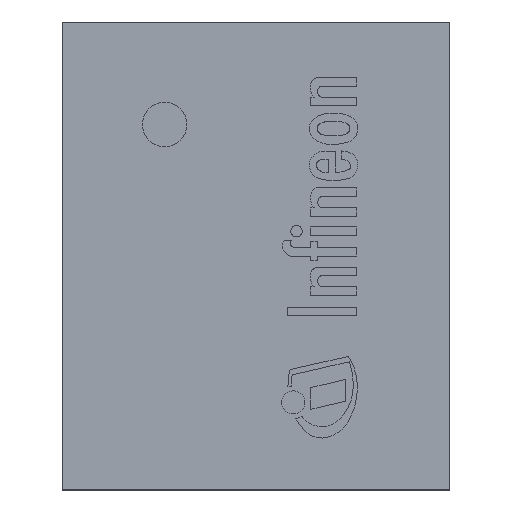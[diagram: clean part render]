
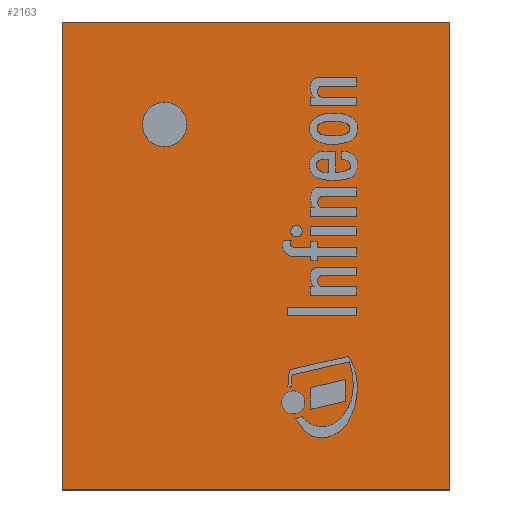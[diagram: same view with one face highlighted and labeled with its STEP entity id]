
A CAD part, top view. The second image highlights one B-rep face of the part: STEP entity #2163.
In plain terms, the highlighted planar face has unit normal (0, 0, 1).
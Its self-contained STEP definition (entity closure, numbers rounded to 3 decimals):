
#182=FACE_BOUND('',#416,.T.);
#188=CIRCLE('',#2325,0.05);
#270=FACE_OUTER_BOUND('',#415,.T.);
#415=EDGE_LOOP('',(#1469,#1470,#1471,#1472));
#416=EDGE_LOOP('',(#1473));
#573=LINE('',#2969,#733);
#576=LINE('',#2975,#736);
#579=LINE('',#2981,#739);
#582=LINE('',#2985,#742);
#733=VECTOR('',#2517,1.);
#736=VECTOR('',#2522,1.);
#739=VECTOR('',#2527,1.);
#742=VECTOR('',#2532,1.);
#883=VERTEX_POINT('',#2958);
#886=VERTEX_POINT('',#2966);
#887=VERTEX_POINT('',#2968);
#889=VERTEX_POINT('',#2974);
#891=VERTEX_POINT('',#2980);
#1106=EDGE_CURVE('',#883,#883,#188,.T.);
#1109=EDGE_CURVE('',#887,#886,#573,.T.);
#1112=EDGE_CURVE('',#889,#887,#576,.T.);
#1115=EDGE_CURVE('',#891,#889,#579,.T.);
#1118=EDGE_CURVE('',#886,#891,#582,.T.);
#1469=ORIENTED_EDGE('',*,*,#1118,.T.);
#1470=ORIENTED_EDGE('',*,*,#1115,.T.);
#1471=ORIENTED_EDGE('',*,*,#1112,.T.);
#1472=ORIENTED_EDGE('',*,*,#1109,.T.);
#1473=ORIENTED_EDGE('',*,*,#1106,.T.);
#2046=PLANE('',#2332);
#2163=ADVANCED_FACE('',(#270,#182),#2046,.T.);
#2325=AXIS2_PLACEMENT_3D('',#2960,#2509,#2510);
#2332=AXIS2_PLACEMENT_3D('',#2987,#2535,#2536);
#2509=DIRECTION('center_axis',(0.,0.,-1.));
#2510=DIRECTION('ref_axis',(0.,1.,0.));
#2517=DIRECTION('',(1.,0.,0.));
#2522=DIRECTION('',(0.,-1.,0.));
#2527=DIRECTION('',(-1.,0.,0.));
#2532=DIRECTION('',(0.,1.,0.));
#2535=DIRECTION('center_axis',(0.,0.,1.));
#2536=DIRECTION('ref_axis',(0.,-1.,0.));
#2958=CARTESIAN_POINT('',(-0.205,0.245,0.415));
#2960=CARTESIAN_POINT('Origin',(-0.205,0.295,0.415));
#2966=CARTESIAN_POINT('',(0.435,-0.525,0.415));
#2968=CARTESIAN_POINT('',(-0.435,-0.525,0.415));
#2969=CARTESIAN_POINT('',(0.435,-0.525,0.415));
#2974=CARTESIAN_POINT('',(-0.435,0.525,0.415));
#2975=CARTESIAN_POINT('',(-0.435,-0.525,0.415));
#2980=CARTESIAN_POINT('',(0.435,0.525,0.415));
#2981=CARTESIAN_POINT('',(-0.435,0.525,0.415));
#2985=CARTESIAN_POINT('',(0.435,0.525,0.415));
#2987=CARTESIAN_POINT('Origin',(0.,0.,
0.415));
